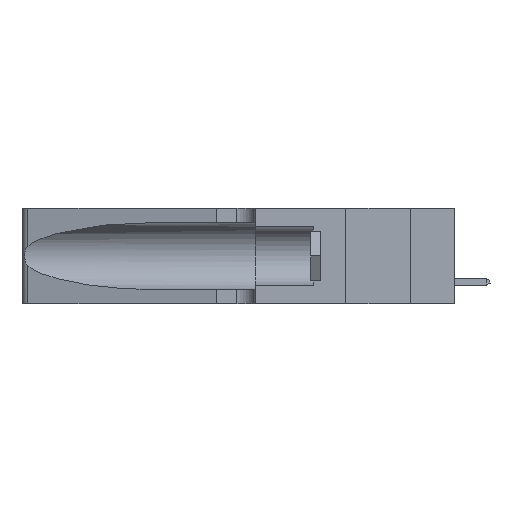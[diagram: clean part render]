
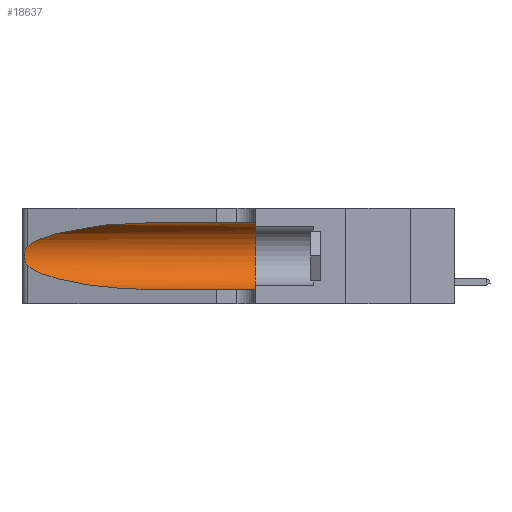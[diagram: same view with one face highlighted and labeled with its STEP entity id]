
A CAD part, left-side view. The second image highlights one B-rep face of the part: STEP entity #18637.
In plain terms, the highlighted cylindrical face has radius 3.308 mm (diameter 6.617 mm), a partial arc.
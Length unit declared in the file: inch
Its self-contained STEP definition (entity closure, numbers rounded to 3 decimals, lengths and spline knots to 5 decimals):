
#337 = CARTESIAN_POINT ( 'NONE',  ( 0.25487, 1.22718, 0.14631 ) ) ;
#810 = CYLINDRICAL_SURFACE ( 'NONE', #11077, 0.13025 ) ;
#976 = LINE ( 'NONE', #1999, #8580 ) ;
#1003 = VERTEX_POINT ( 'NONE', #12393 ) ;
#1020 = EDGE_CURVE ( 'NONE', #1003, #11823, #976, .T. ) ;
#1050 = EDGE_CURVE ( 'NONE', #1409, #11823, #13849, .T. ) ;
#1358 = CARTESIAN_POINT ( 'NONE',  ( 0.2373, 1.15595, 0.08982 ) ) ;
#1409 = VERTEX_POINT ( 'NONE', #19057 ) ;
#1844 = CARTESIAN_POINT ( 'NONE',  ( 0.1305, 0.35, 0.05475 ) ) ;
#1999 = CARTESIAN_POINT ( 'NONE',  ( 0.1305, 1.61858, 0.05475 ) ) ;
#2371 = CARTESIAN_POINT ( 'NONE',  ( 0.26075, 1.23896, 0.178 ) ) ;
#2491 = CARTESIAN_POINT ( 'NONE',  ( 0.25639, 1.23184, 0.21858 ) ) ;
#2629 = CARTESIAN_POINT ( 'NONE',  ( 0.25487, 1.22718, 0.22369 ) ) ;
#2976 = DIRECTION ( 'NONE',  ( 0., 0., -1. ) ) ;
#3081 = CARTESIAN_POINT ( 'NONE',  ( 0.1305, 0.35, 0.185 ) ) ;
#3648 = ORIENTED_EDGE ( 'NONE', *, *, #11781, .T. ) ;
#3654 =( BOUNDED_CURVE ( )  B_SPLINE_CURVE ( 3, ( #12995, #18596, #18659, #6868 ),
 .UNSPECIFIED., .F., .F. ) 
 B_SPLINE_CURVE_WITH_KNOTS ( ( 4, 4 ),
 ( 1.5708, 2.84003 ),
 .UNSPECIFIED. ) 
 CURVE ( )  GEOMETRIC_REPRESENTATION_ITEM ( )  RATIONAL_B_SPLINE_CURVE ( ( 1., 0.87, 0.87, 1. ) ) 
 REPRESENTATION_ITEM ( '' )  );
#3947 = CARTESIAN_POINT ( 'NONE',  ( 0.25555, 1.22994, 0.2215 ) ) ;
#4093 = EDGE_LOOP ( 'NONE', ( #4404, #3648, #4752, #6816, #18929, #12647 ) ) ;
#4404 = ORIENTED_EDGE ( 'NONE', *, *, #18971, .T. ) ;
#4433 = CARTESIAN_POINT ( 'NONE',  ( 0.1305, 0.72297, 0.05475 ) ) ;
#4752 = ORIENTED_EDGE ( 'NONE', *, *, #17811, .T. ) ;
#6233 =( BOUNDED_CURVE ( )  B_SPLINE_CURVE ( 3, ( #10168, #1358, #8930, #4433 ),
 .UNSPECIFIED., .F., .F. ) 
 B_SPLINE_CURVE_WITH_KNOTS ( ( 4, 4 ),
 ( 3.44316, 4.71239 ),
 .UNSPECIFIED. ) 
 CURVE ( )  GEOMETRIC_REPRESENTATION_ITEM ( )  RATIONAL_B_SPLINE_CURVE ( ( 1., 0.87, 0.87, 1. ) ) 
 REPRESENTATION_ITEM ( '' )  );
#6351 = CARTESIAN_POINT ( 'NONE',  ( 0.1305, 1.61858, 0.31525 ) ) ;
#6377 = CARTESIAN_POINT ( 'NONE',  ( 0.25487, 1.22718, 0.22369 ) ) ;
#6816 = ORIENTED_EDGE ( 'NONE', *, *, #1020, .T. ) ;
#6868 = CARTESIAN_POINT ( 'NONE',  ( 0.25487, 1.22718, 0.22369 ) ) ;
#7110 = CARTESIAN_POINT ( 'NONE',  ( 0.26018, 1.23835, 0.19895 ) ) ;
#7332 = VERTEX_POINT ( 'NONE', #10233 ) ;
#8448 = CARTESIAN_POINT ( 'NONE',  ( 0.26075, 1.23896, 0.19203 ) ) ;
#8580 = VECTOR ( 'NONE', #15243, 39.37008 ) ;
#8930 = CARTESIAN_POINT ( 'NONE',  ( 0.18966, 0.96281, 0.05475 ) ) ;
#9099 = CARTESIAN_POINT ( 'NONE',  ( 0.1305, 1.61858, 0.185 ) ) ;
#9471 = DIRECTION ( 'NONE',  ( 0., 0., 1. ) ) ;
#10168 = CARTESIAN_POINT ( 'NONE',  ( 0.25487, 1.22718, 0.14631 ) ) ;
#10233 = CARTESIAN_POINT ( 'NONE',  ( 0.1305, 0.72297, 0.31525 ) ) ;
#10718 = AXIS2_PLACEMENT_3D ( 'NONE', #3081, #13812, #9471 ) ;
#11077 = AXIS2_PLACEMENT_3D ( 'NONE', #9099, #16460, #2976 ) ;
#11781 = EDGE_CURVE ( 'NONE', #13889, #18025, #16444, .T. ) ;
#11823 = VERTEX_POINT ( 'NONE', #1844 ) ;
#11862 = FACE_OUTER_BOUND ( 'NONE', #4093, .T. ) ;
#12393 = CARTESIAN_POINT ( 'NONE',  ( 0.1305, 0.72297, 0.05475 ) ) ;
#12647 = ORIENTED_EDGE ( 'NONE', *, *, #18714, .F. ) ;
#12661 = CARTESIAN_POINT ( 'NONE',  ( 0.25639, 1.23186, 0.15144 ) ) ;
#12909 = CARTESIAN_POINT ( 'NONE',  ( 0.25787, 1.23484, 0.2124 ) ) ;
#12995 = CARTESIAN_POINT ( 'NONE',  ( 0.1305, 0.72297, 0.31525 ) ) ;
#13812 = DIRECTION ( 'NONE',  ( 0., 1., 0. ) ) ;
#13849 = CIRCLE ( 'NONE', #10718, 0.13025 ) ;
#13889 = VERTEX_POINT ( 'NONE', #6377 ) ;
#15243 = DIRECTION ( 'NONE',  ( 0., -1., 0. ) ) ;
#15753 = CARTESIAN_POINT ( 'NONE',  ( 0.25854, 1.2359, 0.20912 ) ) ;
#15818 = CARTESIAN_POINT ( 'NONE',  ( 0.25856, 1.23593, 0.16098 ) ) ;
#16263 = CARTESIAN_POINT ( 'NONE',  ( 0.25487, 1.22718, 0.14631 ) ) ;
#16444 = B_SPLINE_CURVE_WITH_KNOTS ( 'NONE', 3,
 ( #2629, #3947, #2491, #12909, #15753, #7110, #8448, #2371, #18720, #15818, #18526, #12661, #18230, #16263 ),
 .UNSPECIFIED., .F., .F.,
 ( 4, 2, 2, 2, 2, 2, 4 ),
 ( 0., 0.00027, 0.00053, 0.00107, 0.0016, 0.00187, 0.00214 ),
 .UNSPECIFIED. ) ;
#16460 = DIRECTION ( 'NONE',  ( 0., -1., 0. ) ) ;
#17811 = EDGE_CURVE ( 'NONE', #18025, #1003, #6233, .T. ) ;
#18007 = DIRECTION ( 'NONE',  ( 0., -1., 0. ) ) ;
#18025 = VERTEX_POINT ( 'NONE', #337 ) ;
#18047 = LINE ( 'NONE', #6351, #18293 ) ;
#18230 = CARTESIAN_POINT ( 'NONE',  ( 0.25555, 1.22993, 0.14849 ) ) ;
#18293 = VECTOR ( 'NONE', #18007, 39.37008 ) ;
#18526 = CARTESIAN_POINT ( 'NONE',  ( 0.25789, 1.23486, 0.15765 ) ) ;
#18596 = CARTESIAN_POINT ( 'NONE',  ( 0.18966, 0.96281, 0.31525 ) ) ;
#18637 = ADVANCED_FACE ( 'NONE', ( #11862 ), #810, .F. ) ;
#18659 = CARTESIAN_POINT ( 'NONE',  ( 0.2373, 1.15595, 0.28018 ) ) ;
#18714 = EDGE_CURVE ( 'NONE', #7332, #1409, #18047, .T. ) ;
#18720 = CARTESIAN_POINT ( 'NONE',  ( 0.26017, 1.23833, 0.17102 ) ) ;
#18929 = ORIENTED_EDGE ( 'NONE', *, *, #1050, .F. ) ;
#18971 = EDGE_CURVE ( 'NONE', #7332, #13889, #3654, .T. ) ;
#19057 = CARTESIAN_POINT ( 'NONE',  ( 0.1305, 0.35, 0.31525 ) ) ;
